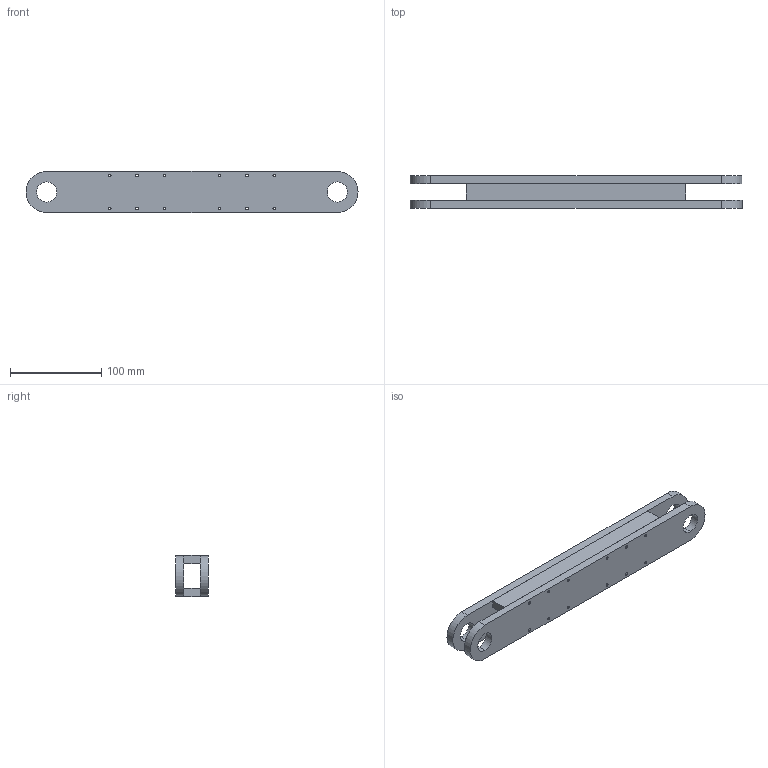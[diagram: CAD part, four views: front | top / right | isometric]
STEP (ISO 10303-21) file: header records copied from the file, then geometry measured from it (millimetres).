
FILE_DESCRIPTION (( 'STEP AP203' ), '1' );
FILE_NAME ('Long_Arm_Part_Default_sldprt.STEP', '2022-10-21T07:39:06', ( 'Windows User' ), ( '' ), 'SwSTEP 2.0', 'SolidWorks 2022', '' );
FILE_SCHEMA (( 'CONFIG_CONTROL_DESIGN' ));
Length unit declared in the file: millimetre
Products named in the file (1): Long_Arm_Part_Default_sldprt
Bounding box: 363 x 36 x 45 mm (x, y, z)
Volume: 347229.4 mm3; surface area: 107172.1 mm2
Topology: 4 solids, 4 shells, 104 faces, 288 edges, 192 vertices
Faces by surface type: cylinder 84, plane 20
Entity records: 3651 total; most frequent: DIRECTION 666, CARTESIAN_POINT 585, ORIENTED_EDGE 576, EDGE_CURVE 288, AXIS2_PLACEMENT_3D 273, VERTEX_POINT 192, EDGE_LOOP 184, CIRCLE 168
